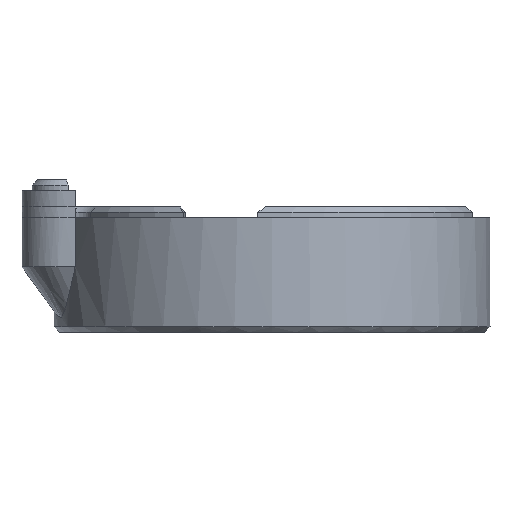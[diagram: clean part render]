
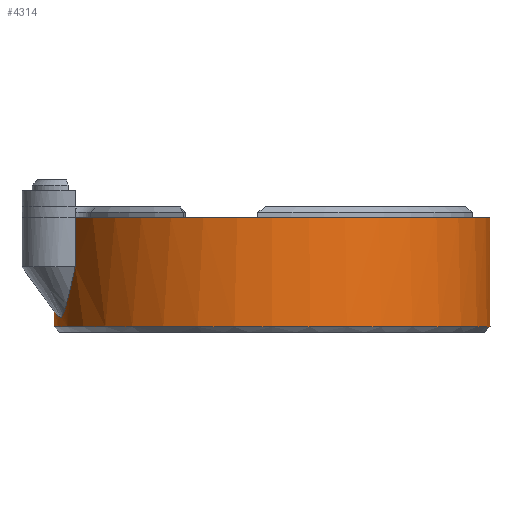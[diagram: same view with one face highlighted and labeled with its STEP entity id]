
A CAD part, front view. The second image highlights one B-rep face of the part: STEP entity #4314.
In plain terms, the highlighted cylindrical face has radius 40 mm (diameter 80 mm), a full revolution.
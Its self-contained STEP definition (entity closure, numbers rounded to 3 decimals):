
#38=CYLINDRICAL_SURFACE('',#4650,40.);
#155=CIRCLE('',#4558,40.);
#156=CIRCLE('',#4559,40.);
#211=CIRCLE('',#4633,40.);
#498=FACE_OUTER_BOUND('',#771,.T.);
#771=EDGE_LOOP('',(#3382,#3383,#3384,#3385,#3386,#3387,#3388,#3389,#3390));
#1004=LINE('',#10441,#1210);
#1210=VECTOR('',#5262,39.95);
#1562=B_SPLINE_CURVE_WITH_KNOTS('',3,(#10443,#10444,#10445,#10446),
 .UNSPECIFIED.,.F.,.F.,(4,4),(-4.2,-3.3),
 .UNSPECIFIED.);
#1563=B_SPLINE_CURVE_WITH_KNOTS('',3,(#10448,#10449,#10450,#10451,#10452,
#10453,#10454,#10455,#10456,#10457,#10458,#10459,#10460,#10461,#10462,#10463,
#10464,#10465,#10466,#10467,#10468,#10469,#10470,#10471,#10472,#10473,#10474,
#10475),.UNSPECIFIED.,.F.,.F.,(4,2,2,2,2,2,2,2,2,2,2,2,2,4),(0.019,
0.632,0.745,1.373,1.587,2.022,
2.167,2.556,3.509,4.954,6.813,
9.44,10.855,12.123),.UNSPECIFIED.);
#1564=B_SPLINE_CURVE_WITH_KNOTS('',3,(#10477,#10478,#10479,#10480,#10481,
#10482,#10483,#10484,#10485,#10486,#10487,#10488,#10489,#10490,#10491,#10492,
#10493,#10494),.UNSPECIFIED.,.F.,.F.,(4,2,2,2,2,2,2,2,4),(0.013,
0.814,1.256,1.371,1.488,1.618,
1.681,1.819,1.999),.UNSPECIFIED.);
#1565=B_SPLINE_CURVE_WITH_KNOTS('',3,(#10495,#10496,#10497,#10498),
 .UNSPECIFIED.,.F.,.F.,(4,4),(-2.5,-1.6),
 .UNSPECIFIED.);
#1777=VERTEX_POINT('',#7346);
#1778=VERTEX_POINT('',#7348);
#1779=VERTEX_POINT('',#7350);
#1897=VERTEX_POINT('',#10371);
#1917=VERTEX_POINT('',#10442);
#1918=VERTEX_POINT('',#10447);
#1919=VERTEX_POINT('',#10476);
#2240=EDGE_CURVE('',#1778,#1777,#155,.T.);
#2241=EDGE_CURVE('',#1779,#1778,#156,.T.);
#2432=EDGE_CURVE('',#1897,#1897,#211,.T.);
#2458=EDGE_CURVE('',#1897,#1778,#1004,.T.);
#2459=EDGE_CURVE('',#1777,#1917,#1562,.T.);
#2460=EDGE_CURVE('',#1917,#1918,#1563,.F.);
#2461=EDGE_CURVE('',#1918,#1919,#1564,.F.);
#2462=EDGE_CURVE('',#1919,#1779,#1565,.T.);
#3382=ORIENTED_EDGE('',*,*,#2432,.F.);
#3383=ORIENTED_EDGE('',*,*,#2458,.T.);
#3384=ORIENTED_EDGE('',*,*,#2240,.T.);
#3385=ORIENTED_EDGE('',*,*,#2459,.T.);
#3386=ORIENTED_EDGE('',*,*,#2460,.T.);
#3387=ORIENTED_EDGE('',*,*,#2461,.T.);
#3388=ORIENTED_EDGE('',*,*,#2462,.T.);
#3389=ORIENTED_EDGE('',*,*,#2241,.T.);
#3390=ORIENTED_EDGE('',*,*,#2458,.F.);
#4314=ADVANCED_FACE('',(#498),#38,.T.);
#4558=AXIS2_PLACEMENT_3D('',#7349,#5053,#5054);
#4559=AXIS2_PLACEMENT_3D('',#7351,#5055,#5056);
#4633=AXIS2_PLACEMENT_3D('',#10373,#5218,#5219);
#4650=AXIS2_PLACEMENT_3D('',#10440,#5260,#5261);
#5053=DIRECTION('center_axis',(0.,0.,
-1.));
#5054=DIRECTION('ref_axis',(-0.904,-0.427,0.));
#5055=DIRECTION('center_axis',(0.,0.,
-1.));
#5056=DIRECTION('ref_axis',(-0.904,-0.427,0.));
#5218=DIRECTION('center_axis',(0.,0.,
-1.));
#5219=DIRECTION('ref_axis',(0.,1.,0.));
#5260=DIRECTION('center_axis',(0.,0.,1.));
#5261=DIRECTION('ref_axis',(0.,1.,0.));
#5262=DIRECTION('',(0.,0.,1.));
#7346=CARTESIAN_POINT('',(-36.182,-17.054,21.));
#7348=CARTESIAN_POINT('',(0.,-40.,21.));
#7349=CARTESIAN_POINT('Origin',(0.,0.,
21.));
#7350=CARTESIAN_POINT('',(-36.182,17.054,21.));
#7351=CARTESIAN_POINT('Origin',(0.,0.,
21.));
#10371=CARTESIAN_POINT('',(0.,-40.,1.));
#10373=CARTESIAN_POINT('Origin',(0.,0.,1.));
#10440=CARTESIAN_POINT('Origin',(0.,0.,0.));
#10441=CARTESIAN_POINT('',(0.,-40.,0.));
#10442=CARTESIAN_POINT('',(-36.182,-17.054,12.));
#10443=CARTESIAN_POINT('Ctrl Pts',(-36.182,-17.054,
21.));
#10444=CARTESIAN_POINT('Ctrl Pts',(-36.182,-17.054,
18.));
#10445=CARTESIAN_POINT('Ctrl Pts',(-36.182,-17.054,
15.));
#10446=CARTESIAN_POINT('Ctrl Pts',(-36.182,-17.054,
12.));
#10447=CARTESIAN_POINT('',(-40.,0.,3.821));
#10448=CARTESIAN_POINT('Ctrl Pts',(-40.,0.,3.821));
#10449=CARTESIAN_POINT('Ctrl Pts',(-40.,-2.019,
3.812));
#10450=CARTESIAN_POINT('Ctrl Pts',(-39.857,-3.653,
3.62));
#10451=CARTESIAN_POINT('Ctrl Pts',(-39.652,-5.27,
3.346));
#10452=CARTESIAN_POINT('Ctrl Pts',(-39.618,-5.517,
3.301));
#10453=CARTESIAN_POINT('Ctrl Pts',(-39.383,-7.132,
3.009));
#10454=CARTESIAN_POINT('Ctrl Pts',(-39.15,-8.217,
2.904));
#10455=CARTESIAN_POINT('Ctrl Pts',(-39.001,-8.887,
2.854));
#10456=CARTESIAN_POINT('Ctrl Pts',(-38.994,-8.915,
2.856));
#10457=CARTESIAN_POINT('Ctrl Pts',(-38.885,-9.384,
2.788));
#10458=CARTESIAN_POINT('Ctrl Pts',(-38.795,-9.75,
2.711));
#10459=CARTESIAN_POINT('Ctrl Pts',(-38.695,-10.135,2.794));
#10460=CARTESIAN_POINT('Ctrl Pts',(-38.677,-10.203,
2.826));
#10461=CARTESIAN_POINT('Ctrl Pts',(-38.537,-10.725,
3.043));
#10462=CARTESIAN_POINT('Ctrl Pts',(-38.501,-10.85,
3.068));
#10463=CARTESIAN_POINT('Ctrl Pts',(-38.211,-11.851,
3.647));
#10464=CARTESIAN_POINT('Ctrl Pts',(-38.043,-12.361,
4.23));
#10465=CARTESIAN_POINT('Ctrl Pts',(-37.84,-12.972,
4.957));
#10466=CARTESIAN_POINT('Ctrl Pts',(-37.722,-13.309,
5.421));
#10467=CARTESIAN_POINT('Ctrl Pts',(-37.5,-13.924,
6.285));
#10468=CARTESIAN_POINT('Ctrl Pts',(-37.369,-14.272,
6.77));
#10469=CARTESIAN_POINT('Ctrl Pts',(-37.081,-15.007,
8.011));
#10470=CARTESIAN_POINT('Ctrl Pts',(-36.88,-15.494,
8.942));
#10471=CARTESIAN_POINT('Ctrl Pts',(-36.626,-16.081,
10.082));
#10472=CARTESIAN_POINT('Ctrl Pts',(-36.535,-16.287,
10.487));
#10473=CARTESIAN_POINT('Ctrl Pts',(-36.357,-16.68,
11.261));
#10474=CARTESIAN_POINT('Ctrl Pts',(-36.271,-16.866,
11.63));
#10475=CARTESIAN_POINT('Ctrl Pts',(-36.182,-17.054,
12.));
#10476=CARTESIAN_POINT('',(-36.182,17.054,12.));
#10477=CARTESIAN_POINT('Ctrl Pts',(-36.182,17.054,12.));
#10478=CARTESIAN_POINT('Ctrl Pts',(-36.733,15.885,9.69));
#10479=CARTESIAN_POINT('Ctrl Pts',(-37.062,15.072,7.994));
#10480=CARTESIAN_POINT('Ctrl Pts',(-37.532,13.841,5.903));
#10481=CARTESIAN_POINT('Ctrl Pts',(-37.846,12.993,4.523));
#10482=CARTESIAN_POINT('Ctrl Pts',(-38.252,11.698,3.323));
#10483=CARTESIAN_POINT('Ctrl Pts',(-38.348,11.382,3.069));
#10484=CARTESIAN_POINT('Ctrl Pts',(-38.527,10.761,2.683));
#10485=CARTESIAN_POINT('Ctrl Pts',(-38.594,10.513,2.588));
#10486=CARTESIAN_POINT('Ctrl Pts',(-38.725,10.021,2.461));
#10487=CARTESIAN_POINT('Ctrl Pts',(-38.806,9.713,2.394));
#10488=CARTESIAN_POINT('Ctrl Pts',(-38.967,9.034,2.458));
#10489=CARTESIAN_POINT('Ctrl Pts',(-39.01,8.849,2.498));
#10490=CARTESIAN_POINT('Ctrl Pts',(-39.162,8.16,2.678));
#10491=CARTESIAN_POINT('Ctrl Pts',(-39.429,6.947,3.04));
#10492=CARTESIAN_POINT('Ctrl Pts',(-39.944,3.068,3.735));
#10493=CARTESIAN_POINT('Ctrl Pts',(-40.,1.264,3.816));
#10494=CARTESIAN_POINT('Ctrl Pts',(-40.,0.,3.821));
#10495=CARTESIAN_POINT('Ctrl Pts',(-36.182,17.054,12.));
#10496=CARTESIAN_POINT('Ctrl Pts',(-36.182,17.054,15.));
#10497=CARTESIAN_POINT('Ctrl Pts',(-36.182,17.054,18.));
#10498=CARTESIAN_POINT('Ctrl Pts',(-36.182,17.054,21.));
